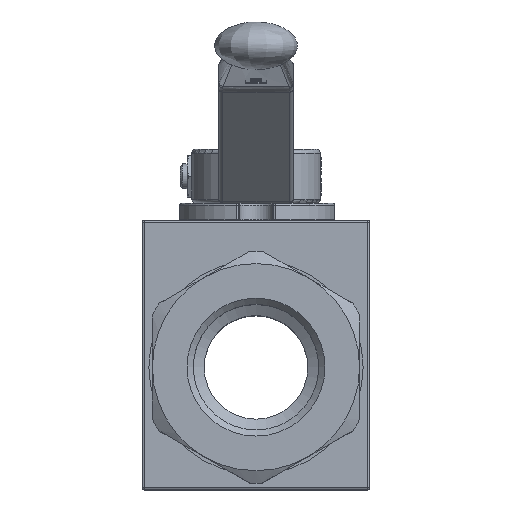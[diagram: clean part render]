
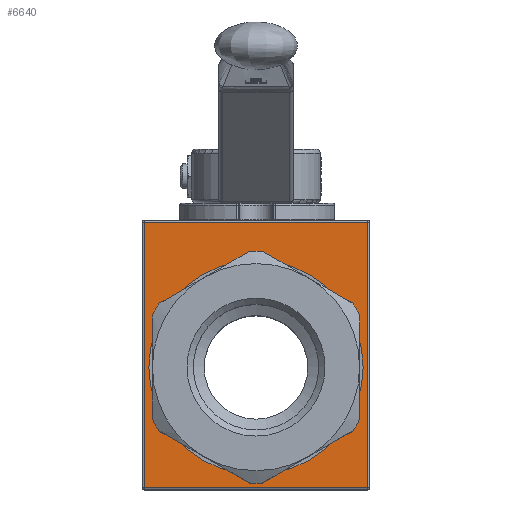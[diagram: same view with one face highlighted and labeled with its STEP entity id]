
A CAD part, top view. The second image highlights one B-rep face of the part: STEP entity #6640.
In plain terms, the highlighted planar face has unit normal (0, 0, 1).
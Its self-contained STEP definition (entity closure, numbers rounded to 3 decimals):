
#306=LINE('',#11802,#812);
#307=LINE('',#11805,#813);
#308=LINE('',#11807,#814);
#309=LINE('',#11809,#815);
#812=VECTOR('',#9953,1000.);
#813=VECTOR('',#9954,1000.);
#814=VECTOR('',#9955,1000.);
#815=VECTOR('',#9956,1000.);
#1359=PLANE('',#9161);
#1838=ORIENTED_EDGE('',*,*,#3685,.T.);
#1839=ORIENTED_EDGE('',*,*,#3699,.F.);
#1840=ORIENTED_EDGE('',*,*,#3700,.F.);
#1841=ORIENTED_EDGE('',*,*,#3701,.F.);
#1842=ORIENTED_EDGE('',*,*,#3702,.F.);
#3685=EDGE_CURVE('',#4636,#4636,#5254,.T.);
#3699=EDGE_CURVE('',#4650,#4651,#306,.T.);
#3700=EDGE_CURVE('',#4652,#4650,#307,.T.);
#3701=EDGE_CURVE('',#4653,#4652,#308,.T.);
#3702=EDGE_CURVE('',#4651,#4653,#309,.T.);
#4636=VERTEX_POINT('',#11745);
#4650=VERTEX_POINT('',#11803);
#4651=VERTEX_POINT('',#11804);
#4652=VERTEX_POINT('',#11806);
#4653=VERTEX_POINT('',#11808);
#5254=CIRCLE('',#9137,25.85);
#5560=EDGE_LOOP('',(#1838));
#5561=EDGE_LOOP('',(#1839,#1840,#1841,#1842));
#6086=FACE_BOUND('',#5560,.T.);
#6087=FACE_BOUND('',#5561,.T.);
#6640=ADVANCED_FACE('',(#6086,#6087),#1359,.T.);
#9137=AXIS2_PLACEMENT_3D('',#11744,#9903,#9904);
#9161=AXIS2_PLACEMENT_3D('',#11801,#9951,#9952);
#9903=DIRECTION('',(0.,0.,-1.));
#9904=DIRECTION('',(0.,1.,0.));
#9951=DIRECTION('',(0.,0.,1.));
#9952=DIRECTION('',(1.,0.,0.));
#9953=DIRECTION('',(1.,0.,0.));
#9954=DIRECTION('',(0.,1.,0.));
#9955=DIRECTION('',(-1.,0.,0.));
#9956=DIRECTION('',(0.,-1.,0.));
#11744=CARTESIAN_POINT('',(-4.749,-5.227,31.133));
#11745=CARTESIAN_POINT('',(-4.749,20.623,31.133));
#11801=CARTESIAN_POINT('',(-4.749,-2.227,31.133));
#11802=CARTESIAN_POINT('',(9.001,29.773,31.133));
#11803=CARTESIAN_POINT('',(-31.749,29.773,31.133));
#11804=CARTESIAN_POINT('',(22.251,29.773,31.133));
#11805=CARTESIAN_POINT('',(-31.749,14.023,31.133));
#11806=CARTESIAN_POINT('',(-31.749,-34.227,31.133));
#11807=CARTESIAN_POINT('',(-18.499,-34.227,31.133));
#11808=CARTESIAN_POINT('',(22.251,-34.227,31.133));
#11809=CARTESIAN_POINT('',(22.251,-18.477,31.133));
